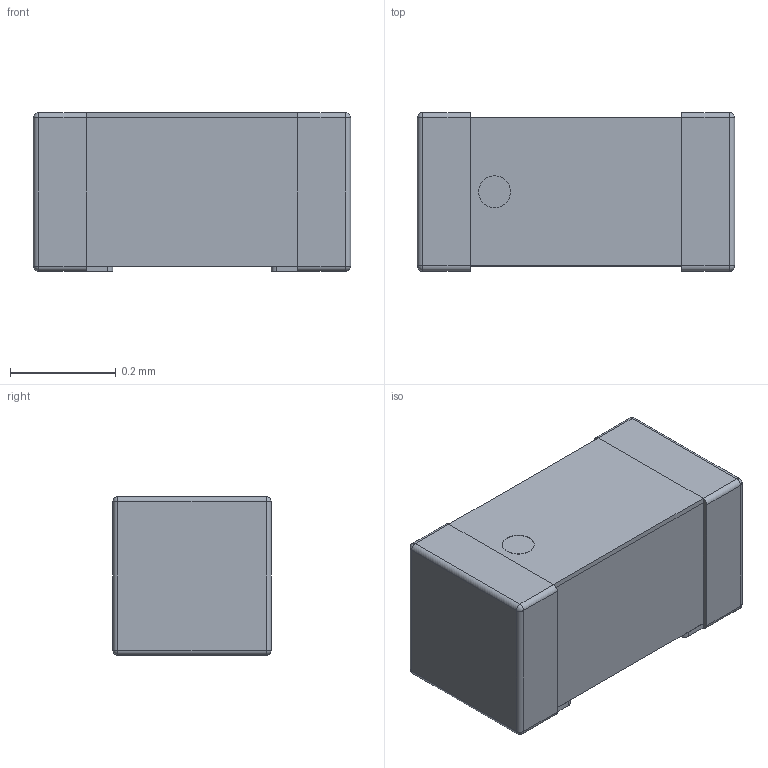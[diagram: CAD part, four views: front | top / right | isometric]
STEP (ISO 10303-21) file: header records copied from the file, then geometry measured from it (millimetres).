
FILE_DESCRIPTION (( 'STEP AP214' ), '1' );
FILE_NAME ('L0201-RD.STEP', '2022-02-19T07:54:59', ( '' ), ( '' ), 'SwSTEP 2.0', 'SolidWorks 2020', '' );
FILE_SCHEMA (( 'AUTOMOTIVE_DESIGN' ));
Length unit declared in the file: millimetre
Products named in the file (1): L0201-RD
Bounding box: 0.6 x 0.3 x 0.3 mm (x, y, z)
Volume: 0.1 mm3; surface area: 1.5 mm2
Topology: 4 solids, 4 shells, 122 faces, 298 edges, 184 vertices
Faces by surface type: plane 78, cylinder 22, bspline 14, sphere 8
Entity records: 5557 total; most frequent: CARTESIAN_POINT 1395, ORIENTED_EDGE 580, DIRECTION 524, EDGE_CURVE 290, LINE 218, VECTOR 218, VERTEX_POINT 184, AXIS2_PLACEMENT_3D 153
